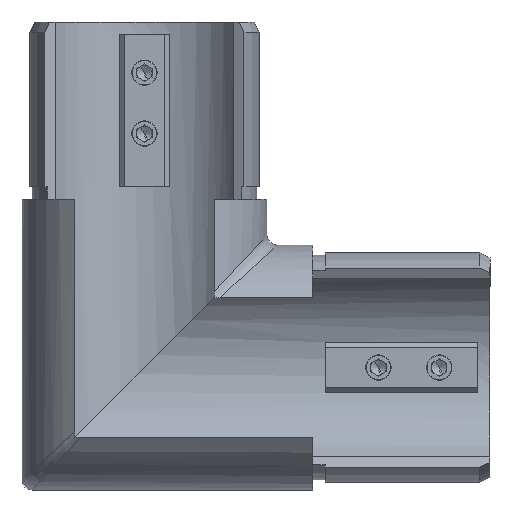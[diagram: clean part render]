
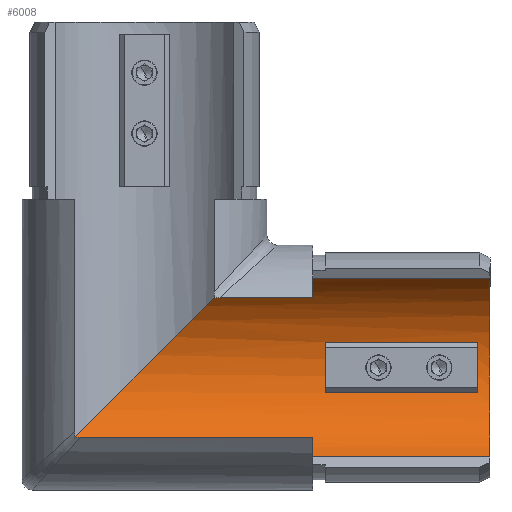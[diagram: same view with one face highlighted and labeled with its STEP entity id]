
A CAD part, front view. The second image highlights one B-rep face of the part: STEP entity #6008.
In plain terms, the highlighted cylindrical face has radius 20.35 mm (diameter 40.7 mm), a partial arc.
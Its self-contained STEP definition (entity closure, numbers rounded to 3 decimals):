
#733 = DIRECTION ( 'NONE',  ( 0., 0., 1. ) ) ;
#844 = VECTOR ( 'NONE', #6981, 1000. ) ;
#859 = CARTESIAN_POINT ( 'NONE',  ( 0., 19.726, 5. ) ) ;
#1291 = EDGE_LOOP ( 'NONE', ( #18728, #19863, #1850, #17390 ) ) ;
#1728 = VERTEX_POINT ( 'NONE', #19710 ) ;
#1744 = EDGE_CURVE ( 'NONE', #13038, #15416, #6302, .T. ) ;
#1850 = ORIENTED_EDGE ( 'NONE', *, *, #2987, .T. ) ;
#1919 = CYLINDRICAL_SURFACE ( 'NONE', #10127, 20.35 ) ;
#1957 = AXIS2_PLACEMENT_3D ( 'NONE', #6600, #18534, #8421 ) ;
#2315 = CIRCLE ( 'NONE', #16075, 20.35 ) ;
#2505 = EDGE_CURVE ( 'NONE', #1728, #14040, #2315, .T. ) ;
#2987 = EDGE_CURVE ( 'NONE', #15416, #14898, #7555, .T. ) ;
#3091 = VECTOR ( 'NONE', #16428, 1000. ) ;
#3882 = EDGE_CURVE ( 'NONE', #14898, #14799, #19920, .T. ) ;
#4038 = DIRECTION ( 'NONE',  ( 1., 0., 0. ) ) ;
#4486 = DIRECTION ( 'NONE',  ( -1., 0., 0. ) ) ;
#5719 = DIRECTION ( 'NONE',  ( 1., 0., 0. ) ) ;
#5732 = LINE ( 'NONE', #10885, #8354 ) ;
#6008 = ADVANCED_FACE ( 'NONE', ( #6401, #20932 ), #1919, .F. ) ;
#6302 =( BOUNDED_CURVE ( )  B_SPLINE_CURVE ( 3, ( #9601, #7981, #18152, #17874 ),
 .UNSPECIFIED., .F., .F. ) 
 B_SPLINE_CURVE_WITH_KNOTS ( ( 4, 4 ),
 ( 0., 3.142 ),
 .UNSPECIFIED. ) 
 CURVE ( )  GEOMETRIC_REPRESENTATION_ITEM ( )  RATIONAL_B_SPLINE_CURVE ( ( 1., 0.333, 0.333, 1. ) ) 
 REPRESENTATION_ITEM ( '' )  );
#6401 = FACE_OUTER_BOUND ( 'NONE', #1291, .T. ) ;
#6600 = CARTESIAN_POINT ( 'NONE',  ( 68.15, 0., 0. ) ) ;
#6981 = DIRECTION ( 'NONE',  ( -1., 0., 0. ) ) ;
#7555 = LINE ( 'NONE', #7637, #3091 ) ;
#7620 = CARTESIAN_POINT ( 'NONE',  ( 65.65, 19.726, 5. ) ) ;
#7637 = CARTESIAN_POINT ( 'NONE',  ( 0., 0., -20.35 ) ) ;
#7981 = CARTESIAN_POINT ( 'NONE',  ( 20.35, 40.7, 20.35 ) ) ;
#8028 = CARTESIAN_POINT ( 'NONE',  ( 68.15, 0., 20.35 ) ) ;
#8354 = VECTOR ( 'NONE', #5719, 1000. ) ;
#8358 = EDGE_CURVE ( 'NONE', #14040, #10783, #10535, .T. ) ;
#8421 = DIRECTION ( 'NONE',  ( 0., 0., 1. ) ) ;
#8598 = CARTESIAN_POINT ( 'NONE',  ( 20.35, 0., 20.35 ) ) ;
#9097 = CARTESIAN_POINT ( 'NONE',  ( 65.65, 0., 0. ) ) ;
#9601 = CARTESIAN_POINT ( 'NONE',  ( 20.35, 0., 20.35 ) ) ;
#9823 = EDGE_LOOP ( 'NONE', ( #13787, #18263, #21479, #18002 ) ) ;
#10127 = AXIS2_PLACEMENT_3D ( 'NONE', #17785, #12899, #11403 ) ;
#10528 = CARTESIAN_POINT ( 'NONE',  ( 0., 19.726, -5. ) ) ;
#10535 = LINE ( 'NONE', #859, #844 ) ;
#10692 = EDGE_CURVE ( 'NONE', #13038, #14799, #5732, .T. ) ;
#10783 = VERTEX_POINT ( 'NONE', #17964 ) ;
#10885 = CARTESIAN_POINT ( 'NONE',  ( 0., 0., 20.35 ) ) ;
#11074 = CARTESIAN_POINT ( 'NONE',  ( 35.65, 19.726, -5. ) ) ;
#11403 = DIRECTION ( 'NONE',  ( 0., 0., -1. ) ) ;
#12899 = DIRECTION ( 'NONE',  ( 1., 0., 0. ) ) ;
#12971 = LINE ( 'NONE', #10528, #15870 ) ;
#13038 = VERTEX_POINT ( 'NONE', #8598 ) ;
#13787 = ORIENTED_EDGE ( 'NONE', *, *, #2505, .F. ) ;
#14040 = VERTEX_POINT ( 'NONE', #7620 ) ;
#14603 = CARTESIAN_POINT ( 'NONE',  ( 35.65, 0., 0. ) ) ;
#14799 = VERTEX_POINT ( 'NONE', #8028 ) ;
#14898 = VERTEX_POINT ( 'NONE', #18339 ) ;
#15364 = EDGE_CURVE ( 'NONE', #10783, #17554, #17009, .T. ) ;
#15416 = VERTEX_POINT ( 'NONE', #20227 ) ;
#15727 = DIRECTION ( 'NONE',  ( 1., 0., 0. ) ) ;
#15870 = VECTOR ( 'NONE', #15727, 1000. ) ;
#16075 = AXIS2_PLACEMENT_3D ( 'NONE', #9097, #4038, #733 ) ;
#16269 = DIRECTION ( 'NONE',  ( 0., 0., -1. ) ) ;
#16428 = DIRECTION ( 'NONE',  ( 1., 0., 0. ) ) ;
#17009 = CIRCLE ( 'NONE', #18375, 20.35 ) ;
#17390 = ORIENTED_EDGE ( 'NONE', *, *, #3882, .T. ) ;
#17554 = VERTEX_POINT ( 'NONE', #11074 ) ;
#17785 = CARTESIAN_POINT ( 'NONE',  ( 0., 0., 0. ) ) ;
#17874 = CARTESIAN_POINT ( 'NONE',  ( -20.35, 0., -20.35 ) ) ;
#17964 = CARTESIAN_POINT ( 'NONE',  ( 35.65, 19.726, 5. ) ) ;
#18002 = ORIENTED_EDGE ( 'NONE', *, *, #8358, .F. ) ;
#18152 = CARTESIAN_POINT ( 'NONE',  ( -20.35, 40.7, -20.35 ) ) ;
#18263 = ORIENTED_EDGE ( 'NONE', *, *, #21393, .F. ) ;
#18339 = CARTESIAN_POINT ( 'NONE',  ( 68.15, 0., -20.35 ) ) ;
#18375 = AXIS2_PLACEMENT_3D ( 'NONE', #14603, #4486, #16269 ) ;
#18534 = DIRECTION ( 'NONE',  ( 1., 0., 0. ) ) ;
#18728 = ORIENTED_EDGE ( 'NONE', *, *, #10692, .F. ) ;
#19710 = CARTESIAN_POINT ( 'NONE',  ( 65.65, 19.726, -5. ) ) ;
#19863 = ORIENTED_EDGE ( 'NONE', *, *, #1744, .T. ) ;
#19920 = CIRCLE ( 'NONE', #1957, 20.35 ) ;
#20227 = CARTESIAN_POINT ( 'NONE',  ( -20.35, 0., -20.35 ) ) ;
#20932 = FACE_BOUND ( 'NONE', #9823, .T. ) ;
#21393 = EDGE_CURVE ( 'NONE', #17554, #1728, #12971, .T. ) ;
#21479 = ORIENTED_EDGE ( 'NONE', *, *, #15364, .F. ) ;
